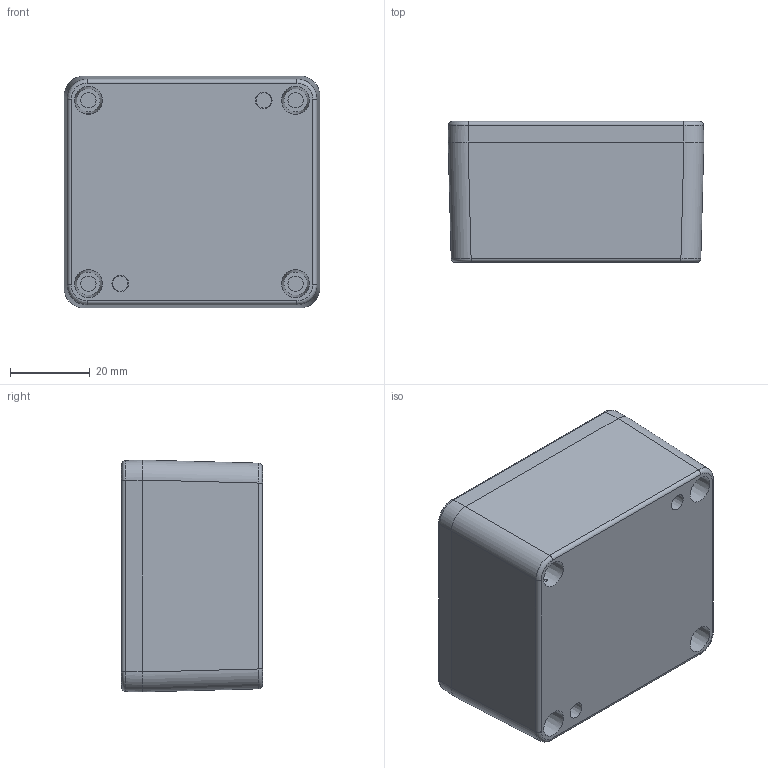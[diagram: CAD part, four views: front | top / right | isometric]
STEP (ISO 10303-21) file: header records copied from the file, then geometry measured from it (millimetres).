
FILE_DESCRIPTION(/* description */ (''),/* implementation_level */ '2;1');
FILE_NAME(/* name */ '1590Z061.stp',/* time_stamp */ '2016-02-16T14:03:52-05:00',/* author */ ('mbeerman'),/* organization */ (''),/* preprocessor_version */ 'ST-DEVELOPER v16.1',/* originating_system */ 'Autodesk Inventor 2016',/* authorisation */ '');
FILE_SCHEMA (('AUTOMOTIVE_DESIGN { 1 0 10303 214 3 1 1 }'));
Products named in the file (5): 1550Z104 BOX; 1550Z104 LID; 1550Z104 GASKET; (screw M4-0.7X 20mm FH); 1590Z061
Assembly tree (7 placements, depth 2):
  1590Z061
    1550Z104 BOX
    1550Z104 LID
    1550Z104 GASKET
    (screw M4-0.7X 20mm FH)  x4
Bounding box: 64.2 x 35.4 x 58.2 mm (x, y, z)
Volume: 48272.2 mm3; surface area: 36738.7 mm2
Topology: 7 solids, 7 shells, 1254 faces, 3163 edges, 1992 vertices
Faces by surface type: plane 429, bspline 351, cylinder 180, torus 150, cone 144
Full cylindrical faces by diameter (mm): 3.42 x4, 3.82 x4
Entity records: 50679 total; most frequent: CARTESIAN_POINT 24680, ORIENTED_EDGE 5742, DIRECTION 4584, EDGE_CURVE 2871, VERTEX_POINT 1831, AXIS2_PLACEMENT_3D 1574, LINE 1436, VECTOR 1436
